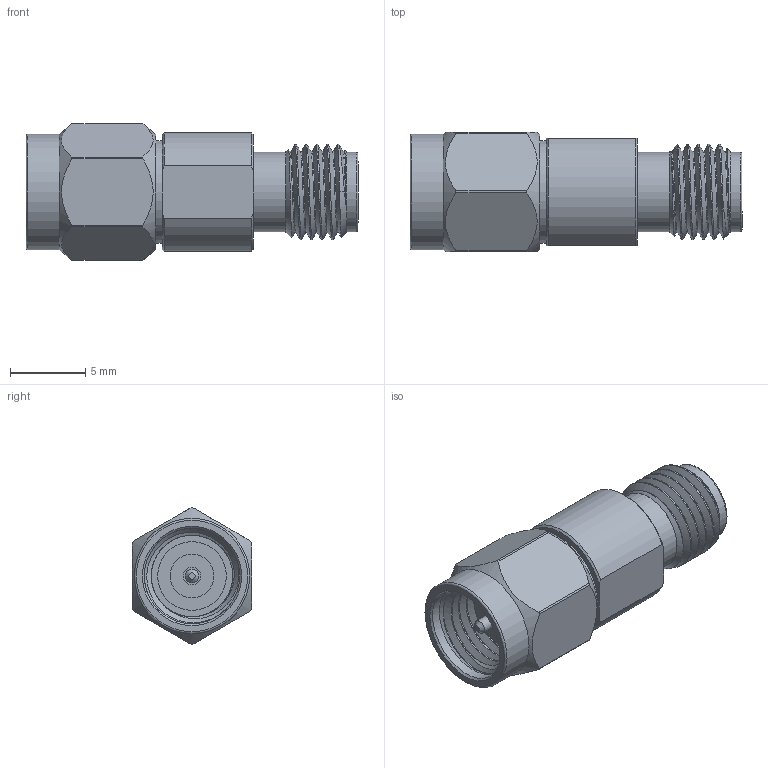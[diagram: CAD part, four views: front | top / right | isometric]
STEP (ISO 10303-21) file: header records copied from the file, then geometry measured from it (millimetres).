
FILE_DESCRIPTION (( 'STEP AP203' ), '1' );
FILE_NAME ('SA4014-06_3D.step', '2022-04-01T18:55:53', ( '' ), ( '' ), 'SwSTEP 2.0', 'SolidWorks 2021', '' );
FILE_SCHEMA (( 'CONFIG_CONTROL_DESIGN' ));
Length unit declared in the file: inch
Products named in the file (1): SA4014-06_3D
Bounding box: 22.1 x 7.94 x 9.09 mm (x, y, z)
Volume: 704.2 mm3; surface area: 1069.5 mm2
Topology: 1 solids, 1 shells, 92 faces, 230 edges, 153 vertices
Faces by surface type: plane 40, cylinder 27, cone 17, bspline 6, torus 2
Full cylindrical faces by diameter (mm): 0.914 x2, 1.168 x2, 2.92 x2, 4.572 x2, 5.3 x2, 6.35 x6, 6.834 x1, 7.671 x1
Entity records: 4949 total; most frequent: CARTESIAN_POINT 3077, DIRECTION 360, ORIENTED_EDGE 350, EDGE_CURVE 175, AXIS2_PLACEMENT_3D 154, VERTEX_POINT 127, EDGE_LOOP 120, FACE_OUTER_BOUND 100
